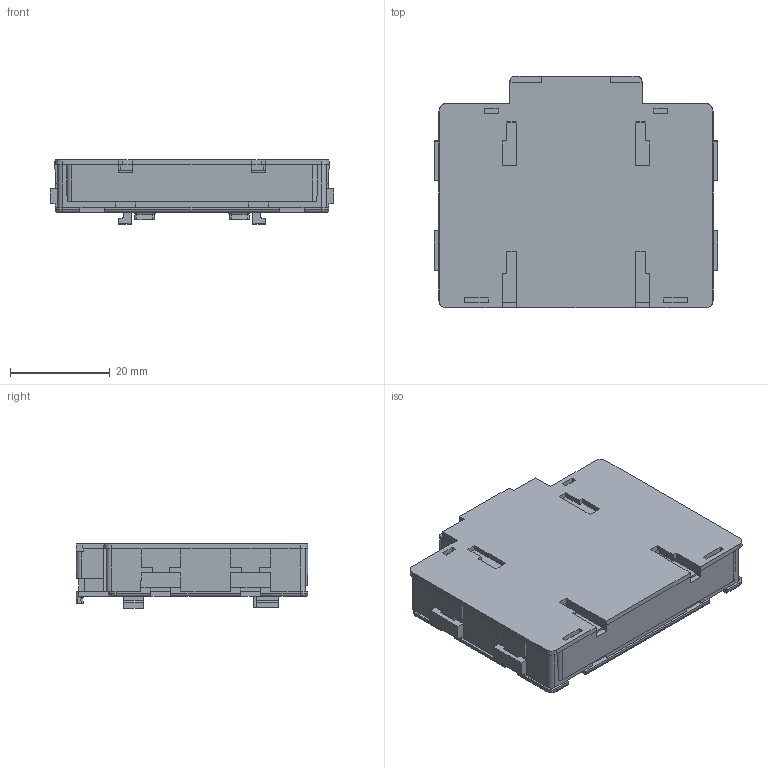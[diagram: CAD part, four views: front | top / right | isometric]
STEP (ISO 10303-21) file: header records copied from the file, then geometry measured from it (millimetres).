
FILE_DESCRIPTION (( 'STEP AP214' ), '1' );
FILE_NAME ('AUX11-V.step', '2020-05-11T19:14:31', ( '' ), ( '' ), 'SwSTEP 2.0', 'SolidWorks 2019', '' );
FILE_SCHEMA (( 'AUTOMOTIVE_DESIGN' ));
Length unit declared in the file: inch
Products named in the file (2): AUX11-V
Bounding box: 56.97 x 46.52 x 12.9 mm (x, y, z)
Volume: 24602 mm3; surface area: 7885.3 mm2
Topology: 1 solids, 1 shells, 412 faces, 1168 edges, 756 vertices
Faces by surface type: plane 329, cylinder 57, bspline 16, cone 10
Entity records: 13515 total; most frequent: CARTESIAN_POINT 3021, ORIENTED_EDGE 2336, DIRECTION 1939, EDGE_CURVE 1168, VECTOR 1011, LINE 1011, VERTEX_POINT 756, AXIS2_PLACEMENT_3D 464
